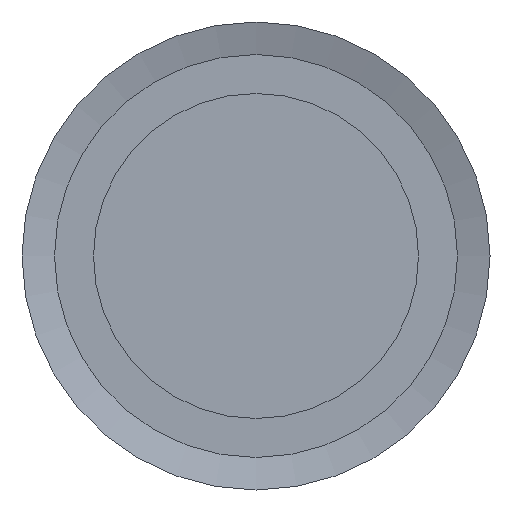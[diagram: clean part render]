
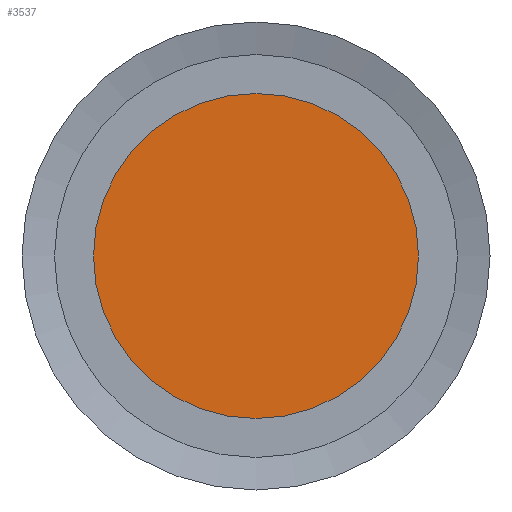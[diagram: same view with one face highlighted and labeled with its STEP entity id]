
A CAD part, left-side view. The second image highlights one B-rep face of the part: STEP entity #3537.
In plain terms, the highlighted planar face has unit normal (-1, 0, 0).
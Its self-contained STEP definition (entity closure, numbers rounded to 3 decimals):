
#1098=VERTEX_POINT('',#6123);
#1354=CIRCLE('',#3969,12.5);
#1874=EDGE_CURVE('',#1098,#1098,#1354,.T.);
#2729=ORIENTED_EDGE('',*,*,#1874,.F.);
#3155=EDGE_LOOP('',(#2729));
#3347=FACE_BOUND('',#3155,.T.);
#3537=ADVANCED_FACE('',(#3347),#6217,.F.);
#3968=AXIS2_PLACEMENT_3D('',#6121,#5034,$);
#3969=AXIS2_PLACEMENT_3D('',#6122,#5035,#5036);
#5034=DIRECTION('',(1.,0.,0.));
#5035=DIRECTION('',(1.,0.,0.));
#5036=DIRECTION('',(0.,0.,-12.5));
#6121=CARTESIAN_POINT('',(0.,0.,0.));
#6122=CARTESIAN_POINT('',(0.,0.,0.));
#6123=CARTESIAN_POINT('',(0.,0.,-12.5));
#6217=PLANE('',#3968);
